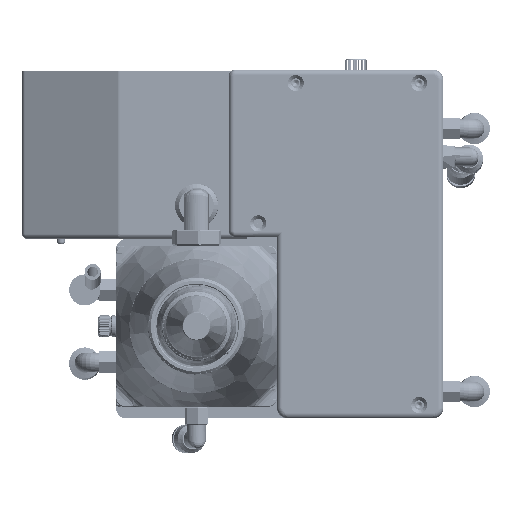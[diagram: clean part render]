
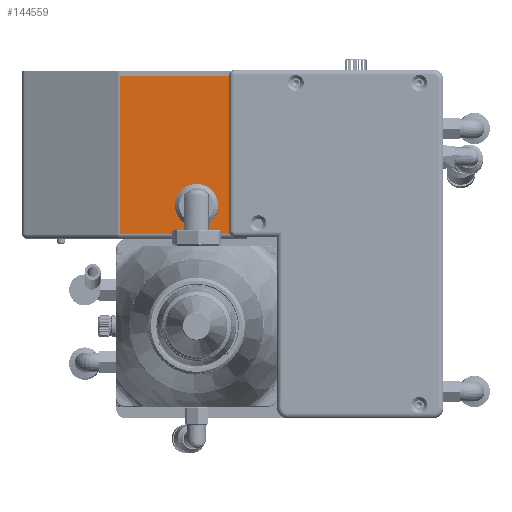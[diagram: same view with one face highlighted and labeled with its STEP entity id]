
A CAD part, front view. The second image highlights one B-rep face of the part: STEP entity #144559.
In plain terms, the highlighted planar face has unit normal (0, -1, 0).
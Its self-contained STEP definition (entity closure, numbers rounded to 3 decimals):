
#6765 = CARTESIAN_POINT ( 'NONE',  ( -74.382, -111.603, -19.073 ) ) ;
#10342 = VERTEX_POINT ( 'NONE', #12103 ) ;
#11690 = CARTESIAN_POINT ( 'NONE',  ( -74.382, -111.603, 43.927 ) ) ;
#12103 = CARTESIAN_POINT ( 'NONE',  ( -26.807, -111.603, -19.073 ) ) ;
#19754 = VECTOR ( 'NONE', #125683, 1000. ) ;
#23969 = DIRECTION ( 'NONE',  ( -1., 0., 0. ) ) ;
#24953 = CARTESIAN_POINT ( 'NONE',  ( -26.807, -111.603, 39.527 ) ) ;
#26909 = VECTOR ( 'NONE', #66290, 1000. ) ;
#28711 = EDGE_CURVE ( 'NONE', #85782, #10342, #90082, .T. ) ;
#29569 = LINE ( 'NONE', #24953, #66502 ) ;
#32596 = EDGE_CURVE ( 'NONE', #94503, #10342, #49678, .T. ) ;
#41853 = ORIENTED_EDGE ( 'NONE', *, *, #117578, .T. ) ;
#49130 = EDGE_LOOP ( 'NONE', ( #41853, #51354, #95113, #118368 ) ) ;
#49678 = LINE ( 'NONE', #91778, #19754 ) ;
#51354 = ORIENTED_EDGE ( 'NONE', *, *, #28711, .T. ) ;
#64288 = CARTESIAN_POINT ( 'NONE',  ( -26.807, -111.603, 39.527 ) ) ;
#65925 = DIRECTION ( 'NONE',  ( 0., 1., 0. ) ) ;
#66290 = DIRECTION ( 'NONE',  ( 0., 0., -1. ) ) ;
#66502 = VECTOR ( 'NONE', #23969, 1000. ) ;
#79904 = FACE_OUTER_BOUND ( 'NONE', #49130, .T. ) ;
#82042 = AXIS2_PLACEMENT_3D ( 'NONE', #143801, #65925, #145247 ) ;
#85782 = VERTEX_POINT ( 'NONE', #6765 ) ;
#89689 = EDGE_CURVE ( 'NONE', #94503, #122049, #29569, .T. ) ;
#90082 = LINE ( 'NONE', #103701, #116480 ) ;
#91778 = CARTESIAN_POINT ( 'NONE',  ( -26.807, -111.603, 43.927 ) ) ;
#94503 = VERTEX_POINT ( 'NONE', #64288 ) ;
#95113 = ORIENTED_EDGE ( 'NONE', *, *, #32596, .F. ) ;
#99396 = PLANE ( 'NONE',  #82042 ) ;
#103701 = CARTESIAN_POINT ( 'NONE',  ( -26.807, -111.603, -19.073 ) ) ;
#114861 = LINE ( 'NONE', #11690, #26909 ) ;
#115023 = DIRECTION ( 'NONE',  ( 1., 0., 0. ) ) ;
#116480 = VECTOR ( 'NONE', #115023, 1000. ) ;
#117578 = EDGE_CURVE ( 'NONE', #122049, #85782, #114861, .T. ) ;
#118368 = ORIENTED_EDGE ( 'NONE', *, *, #89689, .T. ) ;
#122049 = VERTEX_POINT ( 'NONE', #144165 ) ;
#125683 = DIRECTION ( 'NONE',  ( 0., 0., -1. ) ) ;
#143801 = CARTESIAN_POINT ( 'NONE',  ( -26.807, -111.603, 43.927 ) ) ;
#144165 = CARTESIAN_POINT ( 'NONE',  ( -74.382, -111.603, 39.527 ) ) ;
#144559 = ADVANCED_FACE ( 'NONE', ( #79904 ), #99396, .F. ) ;
#145247 = DIRECTION ( 'NONE',  ( 0., 0., 1. ) ) ;
